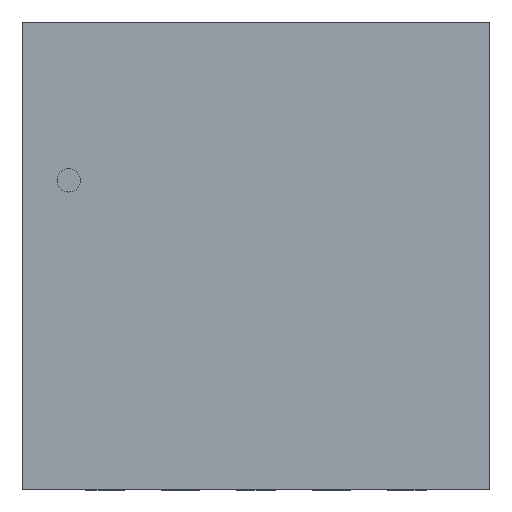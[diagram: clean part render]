
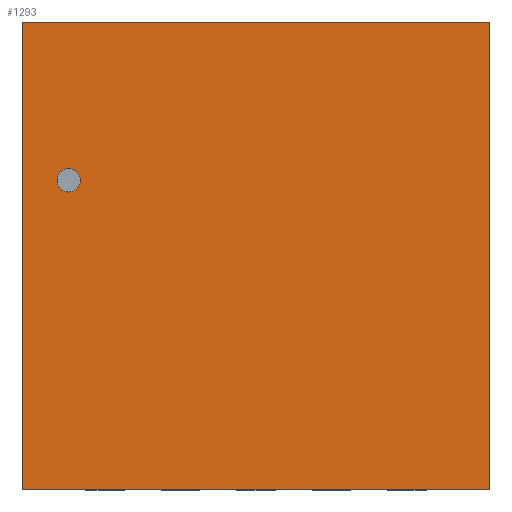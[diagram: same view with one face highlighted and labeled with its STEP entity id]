
A CAD part, top view. The second image highlights one B-rep face of the part: STEP entity #1293.
In plain terms, the highlighted planar face has unit normal (0, 0, 1).
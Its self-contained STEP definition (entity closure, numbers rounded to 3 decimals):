
#32 = VERTEX_POINT('',#33);
#33 = CARTESIAN_POINT('',(1.549,-1.549,0.94));
#39 = EDGE_CURVE('',#40,#32,#42,.T.);
#40 = VERTEX_POINT('',#41);
#41 = CARTESIAN_POINT('',(-1.549,-1.549,0.94));
#42 = LINE('',#43,#44);
#43 = CARTESIAN_POINT('',(-1.549,-1.549,0.94));
#44 = VECTOR('',#45,1.);
#45 = DIRECTION('',(1.,0.,0.));
#1206 = EDGE_CURVE('',#1207,#40,#1209,.T.);
#1207 = VERTEX_POINT('',#1208);
#1208 = CARTESIAN_POINT('',(-1.549,1.549,0.94));
#1209 = LINE('',#1210,#1211);
#1210 = CARTESIAN_POINT('',(-1.549,1.549,0.94));
#1211 = VECTOR('',#1212,1.);
#1212 = DIRECTION('',(0.,-1.,0.));
#1293 = ADVANCED_FACE('',(#1294,#1312),#1323,.T.);
#1294 = FACE_BOUND('',#1295,.T.);
#1295 = EDGE_LOOP('',(#1296,#1297,#1305,#1311));
#1296 = ORIENTED_EDGE('',*,*,#39,.T.);
#1297 = ORIENTED_EDGE('',*,*,#1298,.T.);
#1298 = EDGE_CURVE('',#32,#1299,#1301,.T.);
#1299 = VERTEX_POINT('',#1300);
#1300 = CARTESIAN_POINT('',(1.549,1.549,0.94));
#1301 = LINE('',#1302,#1303);
#1302 = CARTESIAN_POINT('',(1.549,-1.549,0.94));
#1303 = VECTOR('',#1304,1.);
#1304 = DIRECTION('',(0.,1.,0.));
#1305 = ORIENTED_EDGE('',*,*,#1306,.T.);
#1306 = EDGE_CURVE('',#1299,#1207,#1307,.T.);
#1307 = LINE('',#1308,#1309);
#1308 = CARTESIAN_POINT('',(1.549,1.549,0.94));
#1309 = VECTOR('',#1310,1.);
#1310 = DIRECTION('',(-1.,0.,0.));
#1311 = ORIENTED_EDGE('',*,*,#1206,.T.);
#1312 = FACE_BOUND('',#1313,.T.);
#1313 = EDGE_LOOP('',(#1314));
#1314 = ORIENTED_EDGE('',*,*,#1315,.T.);
#1315 = EDGE_CURVE('',#1316,#1316,#1318,.T.);
#1316 = VERTEX_POINT('',#1317);
#1317 = CARTESIAN_POINT('',(-1.317,0.5,0.94));
#1318 = CIRCLE('',#1319,0.077);
#1319 = AXIS2_PLACEMENT_3D('',#1320,#1321,#1322);
#1320 = CARTESIAN_POINT('',(-1.24,0.5,0.94));
#1321 = DIRECTION('',(0.,0.,-1.));
#1322 = DIRECTION('',(1.,0.,0.));
#1323 = PLANE('',#1324);
#1324 = AXIS2_PLACEMENT_3D('',#1325,#1326,#1327);
#1325 = CARTESIAN_POINT('',(-1.549,-1.549,0.94));
#1326 = DIRECTION('',(0.,0.,1.));
#1327 = DIRECTION('',(0.,1.,0.));
